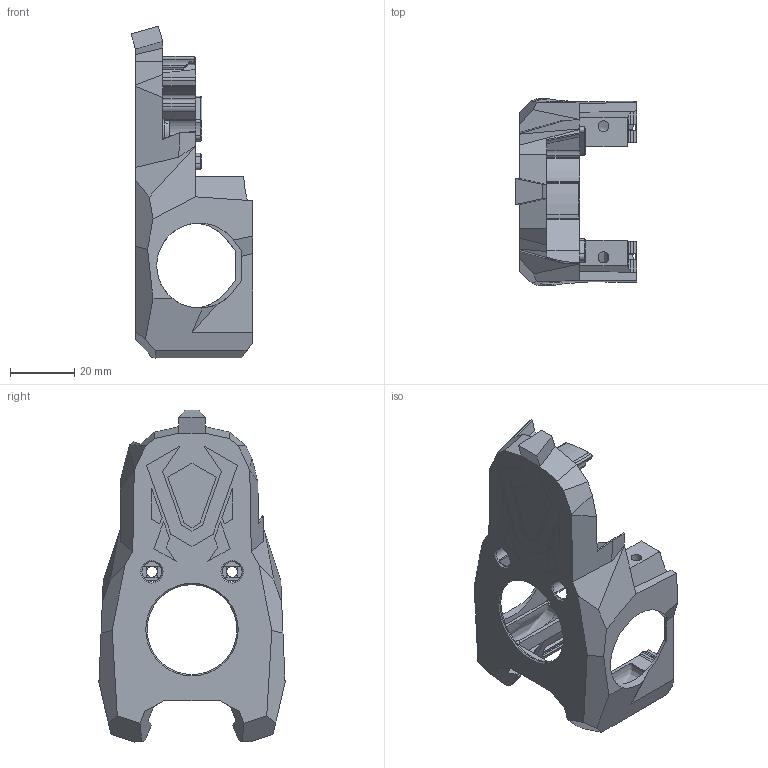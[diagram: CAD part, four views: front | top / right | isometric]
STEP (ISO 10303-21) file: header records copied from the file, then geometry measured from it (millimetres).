
FILE_DESCRIPTION(/* description */ (''),/* implementation_level */ '2;1');
FILE_NAME(/* name */ 'PFA_MiniSB_Cowling.step',/* time_stamp */ '2023-05-12T13:27:52-07:00',/* author */ (''),/* organization */ (''),/* preprocessor_version */ 'ST-DEVELOPER v19.2',/* originating_system */ 'Autodesk Translation Framework v12.4.0.73',/* authorisation */ '');
FILE_SCHEMA (('AUTOMOTIVE_DESIGN { 1 0 10303 214 3 1 1 }'));
Length unit declared in the file: millimetre
Products named in the file (2): (Unsaved); Inserts
Assembly tree (1 placements, depth 2):
  (Unsaved)
    Inserts
Bounding box: 37.92 x 57.95 x 103.37 mm (x, y, z)
Volume: 40790.5 mm3; surface area: 22661 mm2
Topology: 7 solids, 7 shells, 498 faces, 1355 edges, 867 vertices
Faces by surface type: plane 332, cylinder 110, cone 40, bspline 10, sphere 4, torus 2
Full cylindrical faces by diameter (mm): 3.4 x4, 3.7 x1, 4.7 x3, 6 x3, 6.2 x2, 8.1 x1, 28 x1
Entity records: 20858 total; most frequent: CARTESIAN_POINT 8104, ORIENTED_EDGE 2704, DIRECTION 2563, EDGE_CURVE 1352, LINE 997, VECTOR 997, VERTEX_POINT 867, AXIS2_PLACEMENT_3D 783
